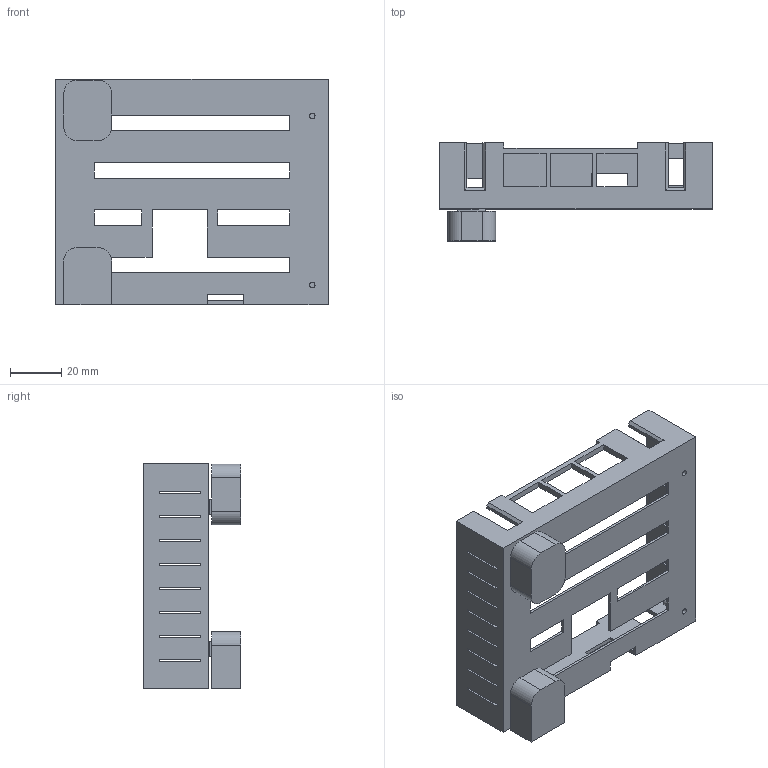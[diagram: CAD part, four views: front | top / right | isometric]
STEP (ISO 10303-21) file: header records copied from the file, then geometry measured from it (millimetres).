
FILE_DESCRIPTION(/* description */ (''),/* implementation_level */ '2;1');
FILE_NAME(/* name */ '7bc947ac-0f52-444f-8579-ecc534bd8628.stp',/* time_stamp */ '2018-05-06T22:04:57+00:00',/* author */ (''),/* organization */ (''),/* preprocessor_version */ 'ST-DEVELOPER v17',/* originating_system */ 'Autodesk Translation Framework v7.1.0.215',/* authorisation */ '');
FILE_SCHEMA (('AUTOMOTIVE_DESIGN { 1 0 10303 214 3 1 1 }'));
Length unit declared in the file: millimetre
Products named in the file (1): espressobin_case
Bounding box: 105.8 x 38 x 87.6 mm (x, y, z)
Volume: 30637.5 mm3; surface area: 38492.3 mm2
Topology: 5 solids, 5 shells, 227 faces, 611 edges, 406 vertices
Faces by surface type: plane 209, cylinder 18
Full cylindrical faces by diameter (mm): 2.2 x4, 3.25 x4, 4.25 x4
Entity records: 7126 total; most frequent: CARTESIAN_POINT 1245, ORIENTED_EDGE 1222, DIRECTION 1103, EDGE_CURVE 611, LINE 575, VECTOR 575, VERTEX_POINT 406, EDGE_LOOP 293
